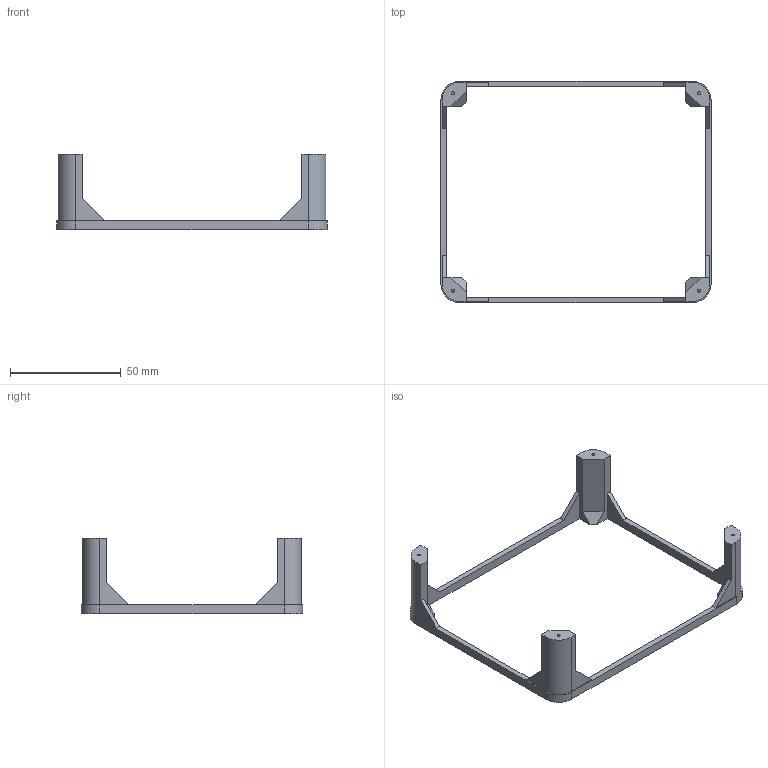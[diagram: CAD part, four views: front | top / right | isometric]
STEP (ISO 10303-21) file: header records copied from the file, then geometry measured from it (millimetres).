
FILE_DESCRIPTION (( 'STEP AP214' ), '1' );
FILE_NAME ('MHA_case_2.0_main_TOP_Logo_bottum.STEP', '2019-10-21T07:28:23', ( '' ), ( '' ), 'SwSTEP 2.0', 'SolidWorks 2019', '' );
FILE_SCHEMA (( 'AUTOMOTIVE_DESIGN' ));
Length unit declared in the file: millimetre
Products named in the file (1): MHA_case_2.0_main_TOP_Logo_bottum
Bounding box: 121.8 x 99.8 x 33.9 mm (x, y, z)
Volume: 15453.3 mm3; surface area: 11334.2 mm2
Topology: 1 solids, 1 shells, 78 faces, 204 edges, 136 vertices
Faces by surface type: plane 54, cylinder 24
Entity records: 2434 total; most frequent: CARTESIAN_POINT 419, DIRECTION 410, ORIENTED_EDGE 408, EDGE_CURVE 204, LINE 156, VECTOR 156, VERTEX_POINT 136, AXIS2_PLACEMENT_3D 127
